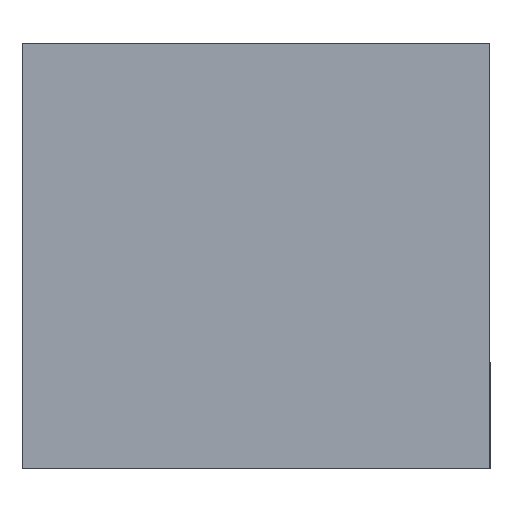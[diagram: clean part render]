
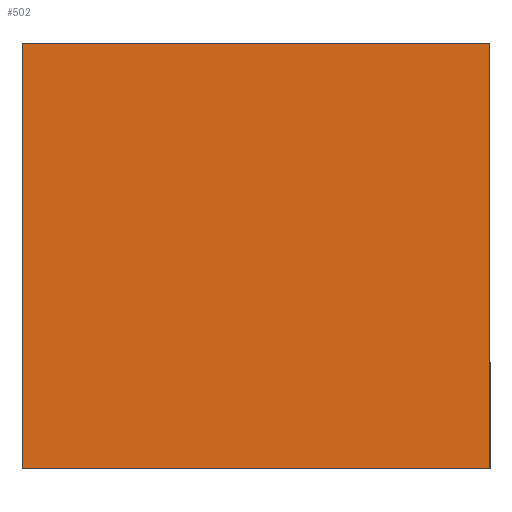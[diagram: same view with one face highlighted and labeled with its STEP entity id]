
A CAD part, left-side view. The second image highlights one B-rep face of the part: STEP entity #502.
In plain terms, the highlighted planar face has unit normal (-1, 0, 0).
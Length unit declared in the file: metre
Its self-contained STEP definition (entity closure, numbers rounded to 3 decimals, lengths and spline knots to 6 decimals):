
#9 = DIRECTION ( 'NONE',  ( 0., 1., 0. ) ) ;
#29 = CARTESIAN_POINT ( 'NONE',  ( -0.000525, -0.000275, 0.0005 ) ) ;
#36 = EDGE_CURVE ( 'NONE', #348, #286, #91, .T. ) ;
#43 = EDGE_CURVE ( 'NONE', #129, #109, #134, .T. ) ;
#59 = CARTESIAN_POINT ( 'NONE',  ( -0.000525, 0.000275, 0.0005 ) ) ;
#91 = LINE ( 'NONE', #345, #168 ) ;
#99 = ORIENTED_EDGE ( 'NONE', *, *, #43, .T. ) ;
#105 = CARTESIAN_POINT ( 'NONE',  ( -0.000525, 0.000275, 0.001059 ) ) ;
#107 = CARTESIAN_POINT ( 'NONE',  ( -0.000525, 0.000275, 0.0005 ) ) ;
#109 = VERTEX_POINT ( 'NONE', #107 ) ;
#129 = VERTEX_POINT ( 'NONE', #29 ) ;
#134 = LINE ( 'NONE', #59, #328 ) ;
#158 = CARTESIAN_POINT ( 'NONE',  ( -0.000525, -0.000275, 0.001059 ) ) ;
#160 = CARTESIAN_POINT ( 'NONE',  ( -0.000525, -0.000275, 0. ) ) ;
#162 = DIRECTION ( 'NONE',  ( 0., 0., -1. ) ) ;
#168 = VECTOR ( 'NONE', #298, 1. ) ;
#183 = EDGE_LOOP ( 'NONE', ( #489, #99, #371, #252 ) ) ;
#252 = ORIENTED_EDGE ( 'NONE', *, *, #36, .T. ) ;
#276 = DIRECTION ( 'NONE',  ( 0., 0., -1. ) ) ;
#277 = VECTOR ( 'NONE', #162, 1. ) ;
#286 = VERTEX_POINT ( 'NONE', #160 ) ;
#298 = DIRECTION ( 'NONE',  ( 0., -1., 0. ) ) ;
#328 = VECTOR ( 'NONE', #9, 1. ) ;
#337 = VECTOR ( 'NONE', #276, 1. ) ;
#343 = DIRECTION ( 'NONE',  ( 0., 1., 0. ) ) ;
#345 = CARTESIAN_POINT ( 'NONE',  ( -0.000525, 0.000275, 0. ) ) ;
#348 = VERTEX_POINT ( 'NONE', #359 ) ;
#359 = CARTESIAN_POINT ( 'NONE',  ( -0.000525, 0.000275, 0. ) ) ;
#371 = ORIENTED_EDGE ( 'NONE', *, *, #448, .T. ) ;
#384 = PLANE ( 'NONE',  #492 ) ;
#398 = EDGE_CURVE ( 'NONE', #129, #286, #495, .T. ) ;
#448 = EDGE_CURVE ( 'NONE', #109, #348, #472, .T. ) ;
#472 = LINE ( 'NONE', #526, #337 ) ;
#485 = FACE_OUTER_BOUND ( 'NONE', #183, .T. ) ;
#489 = ORIENTED_EDGE ( 'NONE', *, *, #398, .F. ) ;
#492 = AXIS2_PLACEMENT_3D ( 'NONE', #105, #513, #343 ) ;
#495 = LINE ( 'NONE', #158, #277 ) ;
#502 = ADVANCED_FACE ( 'NONE', ( #485 ), #384, .F. ) ;
#513 = DIRECTION ( 'NONE',  ( 1., 0., 0. ) ) ;
#526 = CARTESIAN_POINT ( 'NONE',  ( -0.000525, 0.000275, 0.001059 ) ) ;
